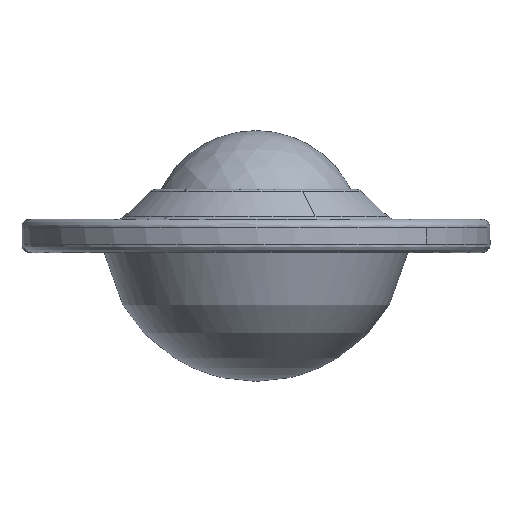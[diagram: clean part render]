
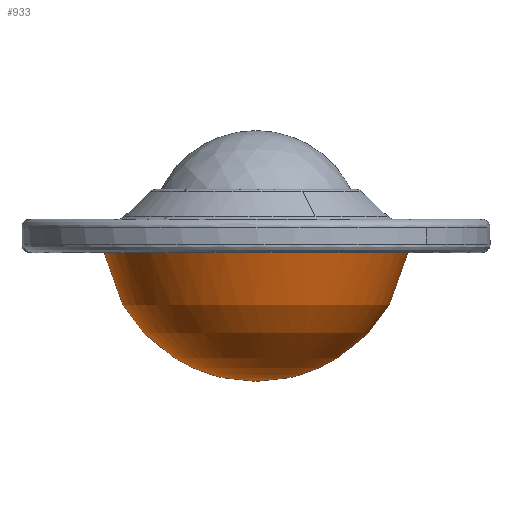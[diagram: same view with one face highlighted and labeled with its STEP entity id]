
A CAD part, front view. The second image highlights one B-rep face of the part: STEP entity #933.
In plain terms, the highlighted free-form (B-spline) face has degree [2, 2] with [4, 4] control points.
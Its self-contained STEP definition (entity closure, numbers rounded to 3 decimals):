
#813=CARTESIAN_POINT('',(-12.683,12.683,7.7));
#814=CARTESIAN_POINT('',(-9.216,18.433,1.386));
#815=CARTESIAN_POINT('',(9.216,18.433,1.386));
#816=CARTESIAN_POINT('',(12.683,12.683,7.7));
#817=CARTESIAN_POINT('',(-18.433,9.216,1.386));
#818=CARTESIAN_POINT('',(-16.86,16.86,-15.4));
#819=CARTESIAN_POINT('',(16.86,16.86,-15.4));
#820=CARTESIAN_POINT('',(18.433,9.216,1.386));
#821=CARTESIAN_POINT('',(-18.433,-9.216,1.386));
#822=CARTESIAN_POINT('',(-16.86,-16.86,-15.4));
#823=CARTESIAN_POINT('',(16.86,-16.86,-15.4));
#824=CARTESIAN_POINT('',(18.433,-9.216,1.386));
#825=CARTESIAN_POINT('',(-12.683,-12.683,7.7));
#826=CARTESIAN_POINT('',(-9.216,-18.433,1.386));
#827=CARTESIAN_POINT('',(9.216,-18.433,1.386));
#828=CARTESIAN_POINT('',(12.683,-12.683,7.7));
#836=(BOUNDED_SURFACE()B_SPLINE_SURFACE(2,2,((#813,#817,#821,#825),(#814,#818,#822,#826),(#815,#819,#823,#827),(#816,#820,#824,#828)),.UNSPECIFIED.,.F.,.F.,.U.)B_SPLINE_SURFACE_WITH_KNOTS((3,1,3),(3,1,3),(0.0,23.836,47.672),(0.0,23.836,47.672),.UNSPECIFIED.)GEOMETRIC_REPRESENTATION_ITEM()RATIONAL_B_SPLINE_SURFACE(((2.659,1.829,1.829,2.659),(1.829,1.0,1.0,1.829),(1.829,1.0,1.0,1.829),(2.659,1.829,1.829,2.659)))REPRESENTATION_ITEM('')SURFACE());
#837=CARTESIAN_POINT('',(-18.31,0.0,0.374));
#838=VERTEX_POINT('',#837);
#839=CARTESIAN_POINT('',(-18.135,2.523,0.374));
#840=VERTEX_POINT('',#839);
#841=CARTESIAN_POINT('',(-18.31,0.0,0.374));
#842=CARTESIAN_POINT('',(-18.31,0.844,0.374));
#843=CARTESIAN_POINT('',(-18.252,1.687,0.374));
#844=CARTESIAN_POINT('',(-18.135,2.523,0.374));
#845=B_SPLINE_CURVE_WITH_KNOTS('',3,(#841,#842,#843,#844),.UNSPECIFIED.,.F.,.U.,(4,4),(0.,2.531),.UNSPECIFIED.);
#846=EDGE_CURVE('',#838,#840,#845,.T.);
#847=ORIENTED_EDGE('',*,*,#846,.T.);
#848=CARTESIAN_POINT('',(1.264,18.266,0.374));
#849=VERTEX_POINT('',#848);
#850=CARTESIAN_POINT('',(-18.135,2.523,0.374));
#851=CARTESIAN_POINT('',(-17.963,3.764,0.374));
#852=CARTESIAN_POINT('',(-17.456,5.826,0.374));
#853=CARTESIAN_POINT('',(-16.373,8.291,0.374));
#854=CARTESIAN_POINT('',(-15.175,10.33,0.374));
#855=CARTESIAN_POINT('',(-13.601,12.381,0.374));
#856=CARTESIAN_POINT('',(-11.502,14.345,0.374));
#857=CARTESIAN_POINT('',(-9.419,15.751,0.374));
#858=CARTESIAN_POINT('',(-7.253,16.869,0.374));
#859=CARTESIAN_POINT('',(-5.193,17.615,0.374));
#860=CARTESIAN_POINT('',(-2.917,18.113,0.374));
#861=CARTESIAN_POINT('',(-0.884,18.331,0.374));
#862=CARTESIAN_POINT('',(0.55,18.316,0.374));
#863=CARTESIAN_POINT('',(1.264,18.266,0.374));
#864=B_SPLINE_CURVE_WITH_KNOTS('',3,(#850,#851,#852,#853,#854,#855,#856,#857,#858,#859,#860,#861,#862,#863),.UNSPECIFIED.,.F.,.U.,(4,1,1,1,1,1,1,1,1,1,1,4),(0.,3.759,6.337,8.055,10.848,14.07,16.648,18.366,21.374,23.199,25.348,27.496),.UNSPECIFIED.);
#865=EDGE_CURVE('',#840,#849,#864,.T.);
#866=ORIENTED_EDGE('',*,*,#865,.T.);
#867=CARTESIAN_POINT('',(18.31,0.0,0.374));
#868=VERTEX_POINT('',#867);
#869=CARTESIAN_POINT('',(1.264,18.266,0.374));
#870=CARTESIAN_POINT('',(2.443,18.185,0.374));
#871=CARTESIAN_POINT('',(4.643,17.816,0.374));
#872=CARTESIAN_POINT('',(7.717,16.702,0.374));
#873=CARTESIAN_POINT('',(10.464,15.137,0.374));
#874=CARTESIAN_POINT('',(12.624,13.35,0.374));
#875=CARTESIAN_POINT('',(14.213,11.597,0.374));
#876=CARTESIAN_POINT('',(15.482,9.859,0.374));
#877=CARTESIAN_POINT('',(16.779,7.542,0.374));
#878=CARTESIAN_POINT('',(17.735,4.866,0.374));
#879=CARTESIAN_POINT('',(18.222,2.22,0.374));
#880=CARTESIAN_POINT('',(18.31,0.716,0.374));
#881=CARTESIAN_POINT('',(18.31,0.0,0.374));
#882=B_SPLINE_CURVE_WITH_KNOTS('',3,(#869,#870,#871,#872,#873,#874,#875,#876,#877,#878,#879,#880,#881),.UNSPECIFIED.,.F.,.U.,(4,1,1,1,1,1,1,1,1,1,4),(0.,3.544,6.659,9.774,12.996,15.037,16.863,19.44,22.985,25.348,27.496),.UNSPECIFIED.);
#883=EDGE_CURVE('',#849,#868,#882,.T.);
#884=ORIENTED_EDGE('',*,*,#883,.T.);
#885=CARTESIAN_POINT('',(18.135,-2.523,0.374));
#886=VERTEX_POINT('',#885);
#887=CARTESIAN_POINT('',(18.31,0.0,0.374));
#888=CARTESIAN_POINT('',(18.31,-0.844,0.374));
#889=CARTESIAN_POINT('',(18.252,-1.687,0.374));
#890=CARTESIAN_POINT('',(18.135,-2.523,0.374));
#891=B_SPLINE_CURVE_WITH_KNOTS('',3,(#887,#888,#889,#890),.UNSPECIFIED.,.F.,.U.,(4,4),(0.,2.531),.UNSPECIFIED.);
#892=EDGE_CURVE('',#868,#886,#891,.T.);
#893=ORIENTED_EDGE('',*,*,#892,.T.);
#894=CARTESIAN_POINT('',(-1.264,-18.266,0.374));
#895=VERTEX_POINT('',#894);
#896=CARTESIAN_POINT('',(18.135,-2.523,0.374));
#897=CARTESIAN_POINT('',(17.982,-3.622,0.374));
#898=CARTESIAN_POINT('',(17.558,-5.443,0.374));
#899=CARTESIAN_POINT('',(16.475,-8.139,0.374));
#900=CARTESIAN_POINT('',(15.208,-10.311,0.374));
#901=CARTESIAN_POINT('',(13.712,-12.192,0.374));
#902=CARTESIAN_POINT('',(12.168,-13.741,0.374));
#903=CARTESIAN_POINT('',(10.279,-15.228,0.374));
#904=CARTESIAN_POINT('',(8.009,-16.538,0.374));
#905=CARTESIAN_POINT('',(5.773,-17.423,0.374));
#906=CARTESIAN_POINT('',(3.415,-18.041,0.374));
#907=CARTESIAN_POINT('',(1.135,-18.333,0.374));
#908=CARTESIAN_POINT('',(-0.55,-18.316,0.374));
#909=CARTESIAN_POINT('',(-1.264,-18.266,0.374));
#910=B_SPLINE_CURVE_WITH_KNOTS('',3,(#896,#897,#898,#899,#900,#901,#902,#903,#904,#905,#906,#907,#908,#909),.UNSPECIFIED.,.F.,.U.,(4,1,1,1,1,1,1,1,1,1,1,4),(0.,3.33,5.585,8.7,10.848,12.781,15.251,18.044,20.622,22.448,25.348,27.496),.UNSPECIFIED.);
#911=EDGE_CURVE('',#886,#895,#910,.T.);
#912=ORIENTED_EDGE('',*,*,#911,.T.);
#913=CARTESIAN_POINT('',(-1.264,-18.266,0.374));
#914=CARTESIAN_POINT('',(-2.05,-18.212,0.374));
#915=CARTESIAN_POINT('',(-3.686,-17.992,0.374));
#916=CARTESIAN_POINT('',(-6.073,-17.335,0.374));
#917=CARTESIAN_POINT('',(-8.249,-16.399,0.374));
#918=CARTESIAN_POINT('',(-10.26,-15.221,0.374));
#919=CARTESIAN_POINT('',(-11.857,-14.001,0.374));
#920=CARTESIAN_POINT('',(-13.413,-12.517,0.374));
#921=CARTESIAN_POINT('',(-14.663,-11.037,0.374));
#922=CARTESIAN_POINT('',(-15.828,-9.272,0.374));
#923=CARTESIAN_POINT('',(-16.703,-7.585,0.374));
#924=CARTESIAN_POINT('',(-17.538,-5.448,0.374));
#925=CARTESIAN_POINT('',(-18.154,-2.936,0.374));
#926=CARTESIAN_POINT('',(-18.31,-0.967,0.374));
#927=CARTESIAN_POINT('',(-18.31,0.0,0.374));
#928=B_SPLINE_CURVE_WITH_KNOTS('',3,(#913,#914,#915,#916,#917,#918,#919,#920,#921,#922,#923,#924,#925,#926,#927),.UNSPECIFIED.,.F.,.U.,(4,1,1,1,1,1,1,1,1,1,1,1,4),(0.,2.363,4.941,7.411,9.452,11.922,13.426,15.896,17.722,19.763,21.588,24.596,27.496),.UNSPECIFIED.);
#929=EDGE_CURVE('',#895,#838,#928,.T.);
#930=ORIENTED_EDGE('',*,*,#929,.T.);
#931=EDGE_LOOP('',(#847,#866,#884,#893,#912,#930));
#932=FACE_OUTER_BOUND('',#931,.T.);
#933=ADVANCED_FACE('',(#932),#836,.T.);
